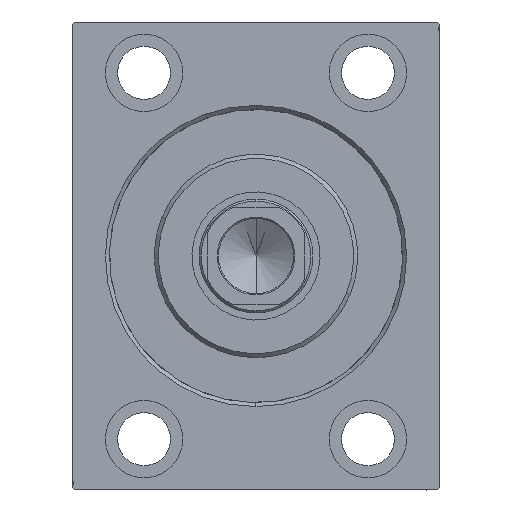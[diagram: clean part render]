
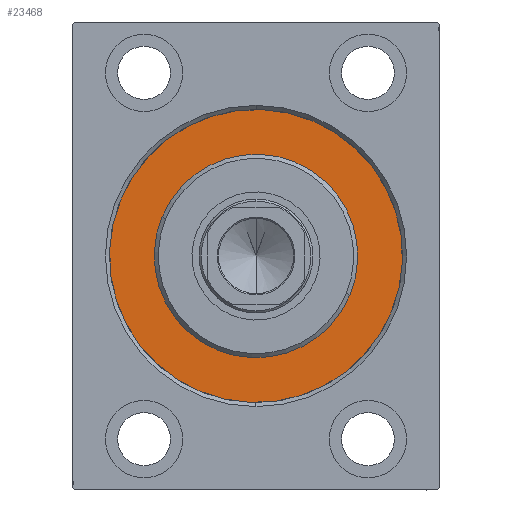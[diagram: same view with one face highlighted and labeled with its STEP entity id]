
A CAD part, left-side view. The second image highlights one B-rep face of the part: STEP entity #23468.
In plain terms, the highlighted face is planar.
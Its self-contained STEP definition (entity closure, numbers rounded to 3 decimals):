
#3175 = EDGE_LOOP ( 'NONE', ( #16835, #19100 ) ) ;
#3495 = CIRCLE ( 'NONE', #43349, 25. ) ;
#5813 = ORIENTED_EDGE ( 'NONE', *, *, #22721, .F. ) ;
#6433 = VERTEX_POINT ( 'NONE', #21556 ) ;
#7786 = AXIS2_PLACEMENT_3D ( 'NONE', #20669, #41600, #41385 ) ;
#8429 = AXIS2_PLACEMENT_3D ( 'NONE', #34198, #17464, #41978 ) ;
#9504 = DIRECTION ( 'NONE',  ( 0., 0., 1. ) ) ;
#10352 = DIRECTION ( 'NONE',  ( 1., 0., 0. ) ) ;
#11231 = CARTESIAN_POINT ( 'NONE',  ( 0., 0., 0. ) ) ;
#12734 = VERTEX_POINT ( 'NONE', #14201 ) ;
#12793 = FACE_BOUND ( 'NONE', #3175, .T. ) ;
#13545 = VERTEX_POINT ( 'NONE', #19184 ) ;
#14201 = CARTESIAN_POINT ( 'NONE',  ( 0., 0., -36. ) ) ;
#16229 = CIRCLE ( 'NONE', #8429, 25. ) ;
#16835 = ORIENTED_EDGE ( 'NONE', *, *, #20987, .F. ) ;
#17464 = DIRECTION ( 'NONE',  ( 1., 0., 0. ) ) ;
#17707 = DIRECTION ( 'NONE',  ( -1., 0., 0. ) ) ;
#19100 = ORIENTED_EDGE ( 'NONE', *, *, #23521, .F. ) ;
#19184 = CARTESIAN_POINT ( 'NONE',  ( 0., 0., 36. ) ) ;
#20669 = CARTESIAN_POINT ( 'NONE',  ( 0., 0., 0. ) ) ;
#20987 = EDGE_CURVE ( 'NONE', #6433, #30548, #16229, .T. ) ;
#21271 = DIRECTION ( 'NONE',  ( 0., 0., 1. ) ) ;
#21556 = CARTESIAN_POINT ( 'NONE',  ( 0., 0., 25. ) ) ;
#22721 = EDGE_CURVE ( 'NONE', #12734, #13545, #31984, .T. ) ;
#23468 = ADVANCED_FACE ( 'NONE', ( #12793, #33313 ), #40441, .F. ) ;
#23488 = EDGE_LOOP ( 'NONE', ( #5813, #33459 ) ) ;
#23493 = CARTESIAN_POINT ( 'NONE',  ( 0., 0., 0. ) ) ;
#23521 = EDGE_CURVE ( 'NONE', #30548, #6433, #3495, .T. ) ;
#27964 = CARTESIAN_POINT ( 'NONE',  ( 0., 0., -25. ) ) ;
#29521 = CIRCLE ( 'NONE', #32393, 36. ) ;
#29814 = CARTESIAN_POINT ( 'NONE',  ( 0., 0., 0. ) ) ;
#30548 = VERTEX_POINT ( 'NONE', #27964 ) ;
#31984 = CIRCLE ( 'NONE', #7786, 36. ) ;
#32393 = AXIS2_PLACEMENT_3D ( 'NONE', #29814, #43402, #9504 ) ;
#33313 = FACE_OUTER_BOUND ( 'NONE', #23488, .T. ) ;
#33459 = ORIENTED_EDGE ( 'NONE', *, *, #36460, .F. ) ;
#34198 = CARTESIAN_POINT ( 'NONE',  ( 0., 0., 0. ) ) ;
#34879 = DIRECTION ( 'NONE',  ( 0., 0., -1. ) ) ;
#36460 = EDGE_CURVE ( 'NONE', #13545, #12734, #29521, .T. ) ;
#40441 = PLANE ( 'NONE',  #41246 ) ;
#41246 = AXIS2_PLACEMENT_3D ( 'NONE', #23493, #17707, #21271 ) ;
#41385 = DIRECTION ( 'NONE',  ( 0., 0., 1. ) ) ;
#41600 = DIRECTION ( 'NONE',  ( -1., 0., 0. ) ) ;
#41978 = DIRECTION ( 'NONE',  ( 0., 0., -1. ) ) ;
#43349 = AXIS2_PLACEMENT_3D ( 'NONE', #11231, #10352, #34879 ) ;
#43402 = DIRECTION ( 'NONE',  ( -1., 0., 0. ) ) ;
